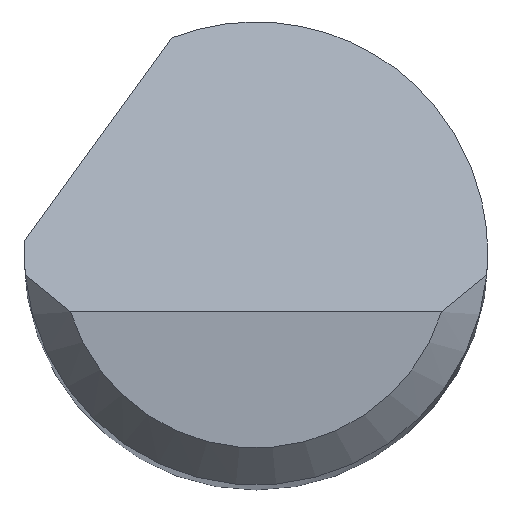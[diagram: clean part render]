
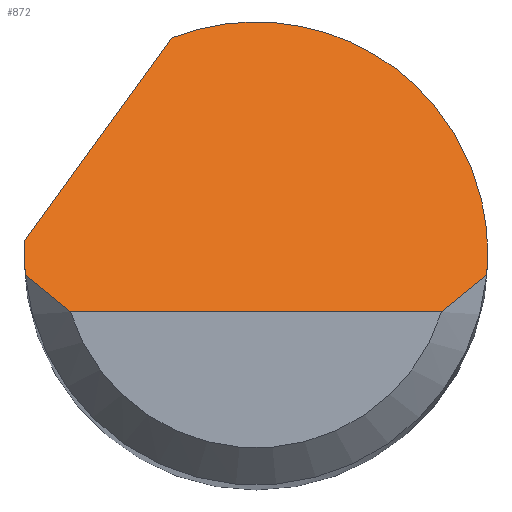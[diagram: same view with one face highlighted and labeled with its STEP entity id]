
A CAD part, top view. The second image highlights one B-rep face of the part: STEP entity #872.
In plain terms, the highlighted planar face has unit normal (0, 0.707, 0.707).
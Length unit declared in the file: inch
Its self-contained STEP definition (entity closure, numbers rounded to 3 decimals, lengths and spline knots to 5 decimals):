
#6 = CARTESIAN_POINT ( 'NONE',  ( 0.07508, -0.02375, 1.5 ) ) ;
#29 = PLANE ( 'NONE',  #75 ) ;
#42 = ORIENTED_EDGE ( 'NONE', *, *, #259, .F. ) ;
#47 = VERTEX_POINT ( 'NONE', #1079 ) ;
#61 = CARTESIAN_POINT ( 'NONE',  ( -0.09361, -0.00584, 1.48209 ) ) ;
#67 = CARTESIAN_POINT ( 'NONE',  ( -0.09375, 0.00167, 1.47458 ) ) ;
#75 = AXIS2_PLACEMENT_3D ( 'NONE', #993, #108, #133 ) ;
#81 = CARTESIAN_POINT ( 'NONE',  ( -0.11014, -0.01781, 1.49406 ) ) ;
#95 = VERTEX_POINT ( 'NONE', #587 ) ;
#103 = DIRECTION ( 'NONE',  ( 1., 0., 0. ) ) ;
#108 = DIRECTION ( 'NONE',  ( 0., -0.707, -0.707 ) ) ;
#133 = DIRECTION ( 'NONE',  ( 0., 0.707, -0.707 ) ) ;
#143 = CARTESIAN_POINT ( 'NONE',  ( -0.09334, -0.00875, 1.485 ) ) ;
#168 = CARTESIAN_POINT ( 'NONE',  ( -0.07508, -0.02375, 1.5 ) ) ;
#182 = CARTESIAN_POINT ( 'NONE',  ( 0.09375, 0., 1.47625 ) ) ;
#201 = VECTOR ( 'NONE', #103, 39.37008 ) ;
#214 = CARTESIAN_POINT ( 'NONE',  ( 0., -0.02375, 1.5 ) ) ;
#222 = CARTESIAN_POINT ( 'NONE',  ( 0.09334, -0.00875, 1.485 ) ) ;
#240 = ORIENTED_EDGE ( 'NONE', *, *, #845, .T. ) ;
#243 = CARTESIAN_POINT ( 'NONE',  ( -0.09375, -0.00292, 1.47917 ) ) ;
#259 = EDGE_CURVE ( 'NONE', #465, #958, #1123, .T. ) ;
#260 = EDGE_LOOP ( 'NONE', ( #240, #664, #841, #550, #443, #478, #42, #824 ) ) ;
#284 = CARTESIAN_POINT ( 'NONE',  ( -0.09375, 0., 1.47625 ) ) ;
#290 = B_SPLINE_CURVE_WITH_KNOTS ( 'NONE', 3,
 ( #6, #1103, #1008, #222 ),
 .UNSPECIFIED., .F., .F.,
 ( 4, 4 ),
 ( 0., 0.00071 ),
 .UNSPECIFIED. ) ;
#301 = CARTESIAN_POINT ( 'NONE',  ( 0.09375, 0., 1.47625 ) ) ;
#354 = VERTEX_POINT ( 'NONE', #537 ) ;
#390 = EDGE_CURVE ( 'NONE', #450, #819, #1157, .T. ) ;
#429 = CARTESIAN_POINT ( 'NONE',  ( -0.08761, -0.01397, 1.49022 ) ) ;
#443 = ORIENTED_EDGE ( 'NONE', *, *, #390, .F. ) ;
#446 = EDGE_CURVE ( 'NONE', #958, #450, #1035, .T. ) ;
#450 = VERTEX_POINT ( 'NONE', #1263 ) ;
#451 = CARTESIAN_POINT ( 'NONE',  ( -0.03394, 0.08739, 1.38886 ) ) ;
#465 = VERTEX_POINT ( 'NONE', #668 ) ;
#478 = ORIENTED_EDGE ( 'NONE', *, *, #446, .F. ) ;
#498 = VECTOR ( 'NONE', #846, 39.37008 ) ;
#508 = CARTESIAN_POINT ( 'NONE',  ( -0.09375, 0., 1.47625 ) ) ;
#515 = CARTESIAN_POINT ( 'NONE',  ( 0.09361, -0.00584, 1.48209 ) ) ;
#525 = CARTESIAN_POINT ( 'NONE',  ( -0.09375, 0., 1.47625 ) ) ;
#537 = CARTESIAN_POINT ( 'NONE',  ( 0.09334, -0.00875, 1.485 ) ) ;
#550 = ORIENTED_EDGE ( 'NONE', *, *, #1258, .F. ) ;
#570 = CARTESIAN_POINT ( 'NONE',  ( -0.08157, -0.019, 1.49525 ) ) ;
#586 =( BOUNDED_CURVE ( )  B_SPLINE_CURVE ( 3, ( #301, #1092, #515, #1181 ),
 .UNSPECIFIED., .F., .T. ) 
 B_SPLINE_CURVE_WITH_KNOTS ( ( 4, 4 ),
 ( 1.5708, 1.66427 ),
 .UNSPECIFIED. ) 
 CURVE ( )  GEOMETRIC_REPRESENTATION_ITEM ( )  RATIONAL_B_SPLINE_CURVE ( ( 1., 0.999, 0.999, 1. ) ) 
 REPRESENTATION_ITEM ( '' )  );
#587 = CARTESIAN_POINT ( 'NONE',  ( 0.07508, -0.02375, 1.5 ) ) ;
#609 = LINE ( 'NONE', #214, #201 ) ;
#664 = ORIENTED_EDGE ( 'NONE', *, *, #835, .T. ) ;
#668 = CARTESIAN_POINT ( 'NONE',  ( -0.09334, -0.00875, 1.485 ) ) ;
#819 = VERTEX_POINT ( 'NONE', #915 ) ;
#824 = ORIENTED_EDGE ( 'NONE', *, *, #1140, .T. ) ;
#835 = EDGE_CURVE ( 'NONE', #95, #354, #290, .T. ) ;
#841 = ORIENTED_EDGE ( 'NONE', *, *, #906, .F. ) ;
#845 = EDGE_CURVE ( 'NONE', #1174, #95, #609, .T. ) ;
#846 = DIRECTION ( 'NONE',  ( 0.456, 0.629, -0.629 ) ) ;
#872 = ADVANCED_FACE ( 'NONE', ( #1013 ), #29, .F. ) ;
#906 = EDGE_CURVE ( 'NONE', #47, #354, #586, .T. ) ;
#915 = CARTESIAN_POINT ( 'NONE',  ( -0.03394, 0.08739, 1.38886 ) ) ;
#958 = VERTEX_POINT ( 'NONE', #508 ) ;
#993 = CARTESIAN_POINT ( 'NONE',  ( -0.09375, -0.02375, 1.5 ) ) ;
#1008 = CARTESIAN_POINT ( 'NONE',  ( 0.08761, -0.01397, 1.49022 ) ) ;
#1013 = FACE_OUTER_BOUND ( 'NONE', #260, .T. ) ;
#1015 = B_SPLINE_CURVE_WITH_KNOTS ( 'NONE', 3,
 ( #143, #429, #570, #1054 ),
 .UNSPECIFIED., .F., .F.,
 ( 4, 4 ),
 ( 0., 0.00071 ),
 .UNSPECIFIED. ) ;
#1035 =( BOUNDED_CURVE ( )  B_SPLINE_CURVE ( 3, ( #284, #67, #1255, #1249 ),
 .UNSPECIFIED., .F., .F. ) 
 B_SPLINE_CURVE_WITH_KNOTS ( ( 4, 4 ),
 ( 4.71239, 4.76575 ),
 .UNSPECIFIED. ) 
 CURVE ( )  GEOMETRIC_REPRESENTATION_ITEM ( )  RATIONAL_B_SPLINE_CURVE ( ( 1., 1., 1., 1. ) ) 
 REPRESENTATION_ITEM ( '' )  );
#1054 = CARTESIAN_POINT ( 'NONE',  ( -0.07508, -0.02375, 1.5 ) ) ;
#1065 = CARTESIAN_POINT ( 'NONE',  ( 0.09375, 0.07266, 1.40359 ) ) ;
#1079 = CARTESIAN_POINT ( 'NONE',  ( 0.09375, 0., 1.47625 ) ) ;
#1092 = CARTESIAN_POINT ( 'NONE',  ( 0.09375, -0.00292, 1.47917 ) ) ;
#1103 = CARTESIAN_POINT ( 'NONE',  ( 0.08157, -0.019, 1.49525 ) ) ;
#1123 =( BOUNDED_CURVE ( )  B_SPLINE_CURVE ( 3, ( #1141, #61, #243, #525 ),
 .UNSPECIFIED., .F., .F. ) 
 B_SPLINE_CURVE_WITH_KNOTS ( ( 4, 4 ),
 ( 4.61892, 4.71239 ),
 .UNSPECIFIED. ) 
 CURVE ( )  GEOMETRIC_REPRESENTATION_ITEM ( )  RATIONAL_B_SPLINE_CURVE ( ( 1., 0.999, 0.999, 1. ) ) 
 REPRESENTATION_ITEM ( '' )  );
#1140 = EDGE_CURVE ( 'NONE', #465, #1174, #1015, .T. ) ;
#1141 = CARTESIAN_POINT ( 'NONE',  ( -0.09334, -0.00875, 1.485 ) ) ;
#1157 = LINE ( 'NONE', #81, #498 ) ;
#1174 = VERTEX_POINT ( 'NONE', #168 ) ;
#1181 = CARTESIAN_POINT ( 'NONE',  ( 0.09334, -0.00875, 1.485 ) ) ;
#1246 = CARTESIAN_POINT ( 'NONE',  ( 0.03379, 0.11369, 1.36256 ) ) ;
#1249 = CARTESIAN_POINT ( 'NONE',  ( -0.09362, 0.005, 1.47125 ) ) ;
#1255 = CARTESIAN_POINT ( 'NONE',  ( -0.09371, 0.00333, 1.47292 ) ) ;
#1256 =( BOUNDED_CURVE ( )  B_SPLINE_CURVE ( 3, ( #451, #1246, #1065, #182 ),
 .UNSPECIFIED., .F., .T. ) 
 B_SPLINE_CURVE_WITH_KNOTS ( ( 4, 4 ),
 ( 5.91277, 7.85398 ),
 .UNSPECIFIED. ) 
 CURVE ( )  GEOMETRIC_REPRESENTATION_ITEM ( )  RATIONAL_B_SPLINE_CURVE ( ( 1., 0.71, 0.71, 1. ) ) 
 REPRESENTATION_ITEM ( '' )  );
#1258 = EDGE_CURVE ( 'NONE', #819, #47, #1256, .T. ) ;
#1263 = CARTESIAN_POINT ( 'NONE',  ( -0.09362, 0.005, 1.47125 ) ) ;
